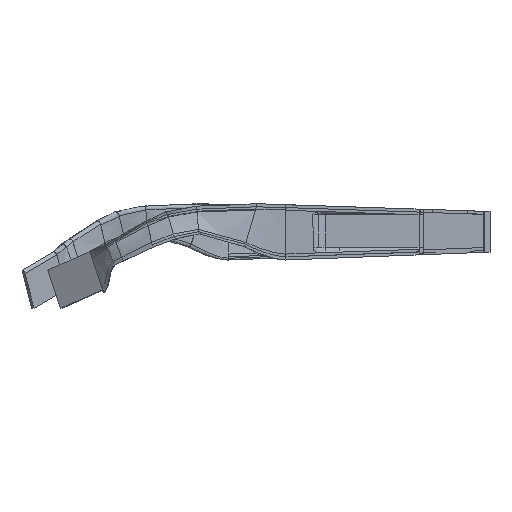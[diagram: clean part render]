
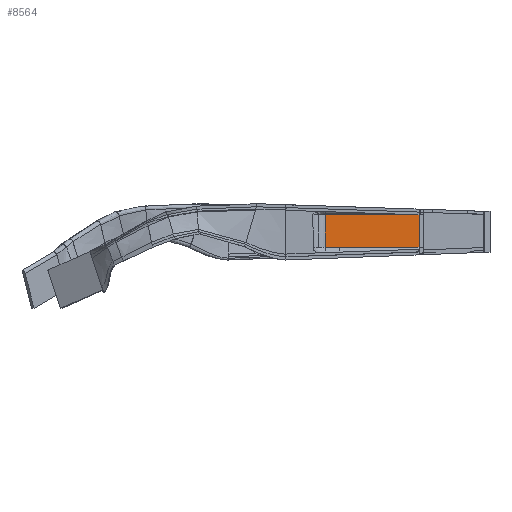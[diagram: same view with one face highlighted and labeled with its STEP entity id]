
A CAD part, left-side view. The second image highlights one B-rep face of the part: STEP entity #8564.
In plain terms, the highlighted planar face has unit normal (-1, 0, 0).
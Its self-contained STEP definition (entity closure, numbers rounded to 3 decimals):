
#402=LINE('',#11406,#1163);
#411=LINE('',#12246,#1172);
#412=LINE('',#12285,#1173);
#424=LINE('',#12725,#1185);
#434=LINE('',#12744,#1195);
#435=LINE('',#12747,#1196);
#436=LINE('',#12749,#1197);
#437=LINE('',#12750,#1198);
#1163=VECTOR('',#9516,10.);
#1172=VECTOR('',#9547,10.);
#1173=VECTOR('',#9550,10.);
#1185=VECTOR('',#9574,10.);
#1195=VECTOR('',#9588,10.);
#1196=VECTOR('',#9591,10.);
#1197=VECTOR('',#9592,10.);
#1198=VECTOR('',#9593,10.);
#1944=FACE_OUTER_BOUND('',#2470,.T.);
#2470=EDGE_LOOP('',(#5874,#5875,#5876,#5877,#5878,#5879,#5880,#5881,#5882));
#3009=B_SPLINE_CURVE_WITH_KNOTS('',3,(#12426,#12427,#12428,#12429),
 .UNSPECIFIED.,.F.,.F.,(4,4),(-0.954,0.004),
 .UNSPECIFIED.);
#3476=VERTEX_POINT('',#11377);
#3479=VERTEX_POINT('',#11404);
#3515=VERTEX_POINT('',#12243);
#3516=VERTEX_POINT('',#12245);
#3517=VERTEX_POINT('',#12264);
#3533=VERTEX_POINT('',#12723);
#3540=VERTEX_POINT('',#12742);
#3541=VERTEX_POINT('',#12746);
#3542=VERTEX_POINT('',#12748);
#4341=EDGE_CURVE('',#3479,#3476,#402,.T.);
#4396=EDGE_CURVE('',#3515,#3516,#411,.T.);
#4399=EDGE_CURVE('',#3517,#3515,#412,.T.);
#4404=EDGE_CURVE('',#3516,#3479,#3009,.T.);
#4431=EDGE_CURVE('',#3533,#3517,#424,.T.);
#4441=EDGE_CURVE('',#3540,#3533,#434,.T.);
#4442=EDGE_CURVE('',#3541,#3540,#435,.T.);
#4443=EDGE_CURVE('',#3542,#3541,#436,.T.);
#4444=EDGE_CURVE('',#3476,#3542,#437,.T.);
#5874=ORIENTED_EDGE('',*,*,#4431,.F.);
#5875=ORIENTED_EDGE('',*,*,#4441,.F.);
#5876=ORIENTED_EDGE('',*,*,#4442,.F.);
#5877=ORIENTED_EDGE('',*,*,#4443,.F.);
#5878=ORIENTED_EDGE('',*,*,#4444,.F.);
#5879=ORIENTED_EDGE('',*,*,#4341,.F.);
#5880=ORIENTED_EDGE('',*,*,#4404,.F.);
#5881=ORIENTED_EDGE('',*,*,#4396,.F.);
#5882=ORIENTED_EDGE('',*,*,#4399,.F.);
#8233=PLANE('',#9116);
#8564=ADVANCED_FACE('',(#1944),#8233,.F.);
#9116=AXIS2_PLACEMENT_3D('',#12745,#9589,#9590);
#9516=DIRECTION('',(0.,-1.,0.));
#9547=DIRECTION('',(0.,1.,0.));
#9550=DIRECTION('',(0.,1.,0.));
#9574=DIRECTION('',(0.,1.,0.));
#9588=DIRECTION('',(0.,1.,0.));
#9589=DIRECTION('center_axis',(1.,0.,0.));
#9590=DIRECTION('ref_axis',(0.,0.,-1.));
#9591=DIRECTION('',(0.,0.,-1.));
#9592=DIRECTION('',(0.,-1.,0.));
#9593=DIRECTION('',(0.,-1.,0.));
#11377=CARTESIAN_POINT('',(66.4,-0.5,11.932));
#11404=CARTESIAN_POINT('',(66.4,26.905,11.932));
#11406=CARTESIAN_POINT('',(66.4,21.603,11.932));
#12243=CARTESIAN_POINT('',(66.4,22.93,2.355));
#12245=CARTESIAN_POINT('',(66.4,27.05,2.355));
#12246=CARTESIAN_POINT('',(66.4,5.909,2.355));
#12264=CARTESIAN_POINT('',(66.4,-0.5,2.355));
#12285=CARTESIAN_POINT('',(66.4,5.909,2.355));
#12426=CARTESIAN_POINT('Ctrl Pts',(66.4,27.05,2.355));
#12427=CARTESIAN_POINT('Ctrl Pts',(66.4,26.997,5.547));
#12428=CARTESIAN_POINT('Ctrl Pts',(66.4,26.949,8.74));
#12429=CARTESIAN_POINT('Ctrl Pts',(66.4,26.905,11.932));
#12723=CARTESIAN_POINT('',(66.4,-1.9,2.355));
#12725=CARTESIAN_POINT('',(66.4,5.909,2.355));
#12742=CARTESIAN_POINT('',(66.4,-1.938,2.355));
#12744=CARTESIAN_POINT('',(66.4,5.909,2.355));
#12745=CARTESIAN_POINT('Origin',(66.4,13.756,7.144));
#12746=CARTESIAN_POINT('',(66.4,-1.938,11.932));
#12747=CARTESIAN_POINT('',(66.4,-1.938,9.538));
#12748=CARTESIAN_POINT('',(66.4,-1.9,11.932));
#12749=CARTESIAN_POINT('',(66.4,21.603,11.932));
#12750=CARTESIAN_POINT('',(66.4,21.603,11.932));
